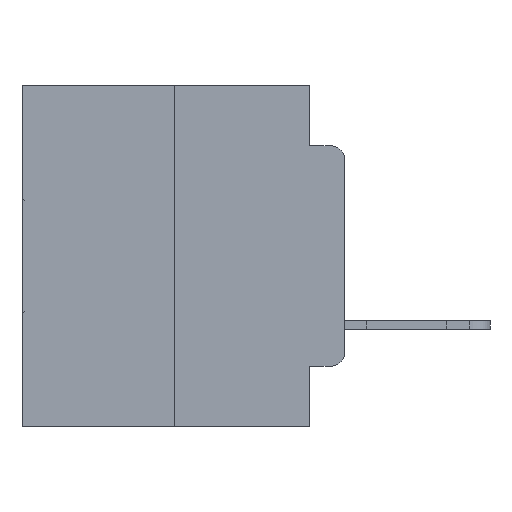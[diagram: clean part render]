
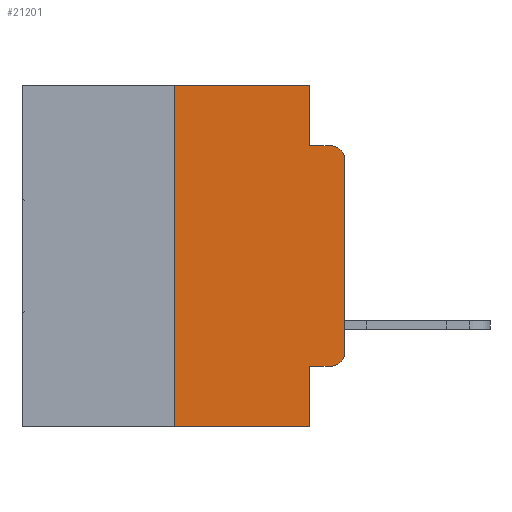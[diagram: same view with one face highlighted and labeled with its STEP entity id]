
A CAD part, left-side view. The second image highlights one B-rep face of the part: STEP entity #21201.
In plain terms, the highlighted planar face has unit normal (-1, 0, 0).
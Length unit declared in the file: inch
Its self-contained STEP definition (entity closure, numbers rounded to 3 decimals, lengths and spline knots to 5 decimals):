
#238 = VERTEX_POINT ( 'NONE', #26445 ) ;
#1120 = CARTESIAN_POINT ( 'NONE',  ( 0., 0.02, -0.3915 ) ) ;
#1161 = CARTESIAN_POINT ( 'NONE',  ( 0., 0.051, -0.4115 ) ) ;
#1362 = LINE ( 'NONE', #15481, #25077 ) ;
#1606 = EDGE_CURVE ( 'NONE', #3551, #8310, #29031, .T. ) ;
#1890 = VERTEX_POINT ( 'NONE', #11092 ) ;
#1940 = ORIENTED_EDGE ( 'NONE', *, *, #6757, .F. ) ;
#2813 = ORIENTED_EDGE ( 'NONE', *, *, #24490, .T. ) ;
#3371 = CARTESIAN_POINT ( 'NONE',  ( 0., 0.051, 0. ) ) ;
#3551 = VERTEX_POINT ( 'NONE', #27201 ) ;
#3588 = ORIENTED_EDGE ( 'NONE', *, *, #5111, .F. ) ;
#3752 = DIRECTION ( 'NONE',  ( 0., 0., -1. ) ) ;
#3970 = DIRECTION ( 'NONE',  ( 0., -1., 0. ) ) ;
#4085 = CIRCLE ( 'NONE', #25612, 0.02 ) ;
#4780 = ORIENTED_EDGE ( 'NONE', *, *, #20974, .T. ) ;
#4799 = DIRECTION ( 'NONE',  ( 0., -1., 0. ) ) ;
#4896 = CARTESIAN_POINT ( 'NONE',  ( 0., 0.051, -0.0885 ) ) ;
#5040 = VERTEX_POINT ( 'NONE', #11923 ) ;
#5043 = LINE ( 'NONE', #4896, #10999 ) ;
#5111 = EDGE_CURVE ( 'NONE', #3551, #26201, #20422, .T. ) ;
#5536 = CARTESIAN_POINT ( 'NONE',  ( 0., 0.25, -0.5 ) ) ;
#5935 = CIRCLE ( 'NONE', #11297, 0.02 ) ;
#6757 = EDGE_CURVE ( 'NONE', #20163, #5040, #1362, .T. ) ;
#6849 = CARTESIAN_POINT ( 'NONE',  ( 0., 0.473, -0.5 ) ) ;
#7215 = AXIS2_PLACEMENT_3D ( 'NONE', #7620, #26014, #12692 ) ;
#7620 = CARTESIAN_POINT ( 'NONE',  ( 0., 0.473, 0. ) ) ;
#8310 = VERTEX_POINT ( 'NONE', #25101 ) ;
#8898 = EDGE_LOOP ( 'NONE', ( #9936, #4780, #11532, #23567, #24899, #1940, #15190, #3588, #16624, #2813 ) ) ;
#9936 = ORIENTED_EDGE ( 'NONE', *, *, #22488, .T. ) ;
#10572 = VECTOR ( 'NONE', #19254, 39.37008 ) ;
#10999 = VECTOR ( 'NONE', #4799, 39.37008 ) ;
#11092 = CARTESIAN_POINT ( 'NONE',  ( 0., 0., -0.1085 ) ) ;
#11262 = CARTESIAN_POINT ( 'NONE',  ( 0., 0.051, -0.5 ) ) ;
#11297 = AXIS2_PLACEMENT_3D ( 'NONE', #27309, #14167, #29339 ) ;
#11360 = LINE ( 'NONE', #25735, #10572 ) ;
#11425 = VECTOR ( 'NONE', #3970, 39.37008 ) ;
#11532 = ORIENTED_EDGE ( 'NONE', *, *, #16526, .F. ) ;
#11923 = CARTESIAN_POINT ( 'NONE',  ( 0., 0.25, 0. ) ) ;
#12028 = LINE ( 'NONE', #6849, #23308 ) ;
#12692 = DIRECTION ( 'NONE',  ( 0., 0., -1. ) ) ;
#13225 = DIRECTION ( 'NONE',  ( 0., 0., 1. ) ) ;
#13400 = CARTESIAN_POINT ( 'NONE',  ( 0., 0.051, 0. ) ) ;
#14135 = CARTESIAN_POINT ( 'NONE',  ( 0., 0., -0.3915 ) ) ;
#14167 = DIRECTION ( 'NONE',  ( -1., 0., 0. ) ) ;
#14253 = DIRECTION ( 'NONE',  ( 0., -1., 0. ) ) ;
#14937 = VECTOR ( 'NONE', #15774, 39.37008 ) ;
#14996 = EDGE_CURVE ( 'NONE', #27580, #18032, #21278, .T. ) ;
#15190 = ORIENTED_EDGE ( 'NONE', *, *, #24688, .T. ) ;
#15356 = VECTOR ( 'NONE', #26625, 39.37008 ) ;
#15481 = CARTESIAN_POINT ( 'NONE',  ( 0., 0.25, 0. ) ) ;
#15774 = DIRECTION ( 'NONE',  ( 0., -1., 0. ) ) ;
#16169 = VERTEX_POINT ( 'NONE', #14135 ) ;
#16526 = EDGE_CURVE ( 'NONE', #18032, #238, #5043, .T. ) ;
#16624 = ORIENTED_EDGE ( 'NONE', *, *, #1606, .T. ) ;
#18032 = VERTEX_POINT ( 'NONE', #26214 ) ;
#18295 = DIRECTION ( 'NONE',  ( -1., 0., 0. ) ) ;
#19254 = DIRECTION ( 'NONE',  ( 0., 0., 1. ) ) ;
#20163 = VERTEX_POINT ( 'NONE', #5536 ) ;
#20205 = CARTESIAN_POINT ( 'NONE',  ( 0., 0.473, 0. ) ) ;
#20422 = LINE ( 'NONE', #13400, #24857 ) ;
#20873 = LINE ( 'NONE', #20205, #14937 ) ;
#20974 = EDGE_CURVE ( 'NONE', #1890, #238, #5935, .T. ) ;
#21201 = ADVANCED_FACE ( 'NONE', ( #29663 ), #23886, .F. ) ;
#21278 = LINE ( 'NONE', #28033, #15356 ) ;
#22488 = EDGE_CURVE ( 'NONE', #16169, #1890, #11360, .T. ) ;
#23308 = VECTOR ( 'NONE', #14253, 39.37008 ) ;
#23567 = ORIENTED_EDGE ( 'NONE', *, *, #14996, .F. ) ;
#23886 = PLANE ( 'NONE',  #7215 ) ;
#24490 = EDGE_CURVE ( 'NONE', #8310, #16169, #4085, .T. ) ;
#24688 = EDGE_CURVE ( 'NONE', #20163, #26201, #12028, .T. ) ;
#24857 = VECTOR ( 'NONE', #24954, 39.37008 ) ;
#24899 = ORIENTED_EDGE ( 'NONE', *, *, #28436, .F. ) ;
#24954 = DIRECTION ( 'NONE',  ( 0., 0., -1. ) ) ;
#25077 = VECTOR ( 'NONE', #13225, 39.37008 ) ;
#25101 = CARTESIAN_POINT ( 'NONE',  ( 0., 0.02, -0.4115 ) ) ;
#25612 = AXIS2_PLACEMENT_3D ( 'NONE', #1120, #18295, #3752 ) ;
#25735 = CARTESIAN_POINT ( 'NONE',  ( 0., 0., 0. ) ) ;
#26014 = DIRECTION ( 'NONE',  ( 1., 0., 0. ) ) ;
#26201 = VERTEX_POINT ( 'NONE', #11262 ) ;
#26214 = CARTESIAN_POINT ( 'NONE',  ( 0., 0.051, -0.0885 ) ) ;
#26445 = CARTESIAN_POINT ( 'NONE',  ( 0., 0.02, -0.0885 ) ) ;
#26625 = DIRECTION ( 'NONE',  ( 0., 0., -1. ) ) ;
#27201 = CARTESIAN_POINT ( 'NONE',  ( 0., 0.051, -0.4115 ) ) ;
#27309 = CARTESIAN_POINT ( 'NONE',  ( 0., 0.02, -0.1085 ) ) ;
#27580 = VERTEX_POINT ( 'NONE', #3371 ) ;
#28033 = CARTESIAN_POINT ( 'NONE',  ( 0., 0.051, 0. ) ) ;
#28436 = EDGE_CURVE ( 'NONE', #5040, #27580, #20873, .T. ) ;
#29031 = LINE ( 'NONE', #1161, #11425 ) ;
#29339 = DIRECTION ( 'NONE',  ( 0., 0., -1. ) ) ;
#29663 = FACE_OUTER_BOUND ( 'NONE', #8898, .T. ) ;
